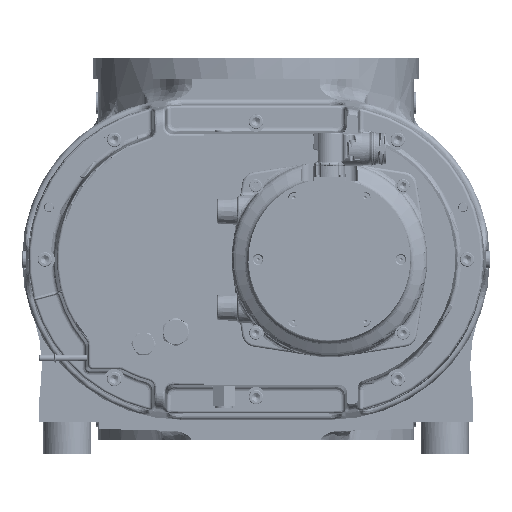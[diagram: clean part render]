
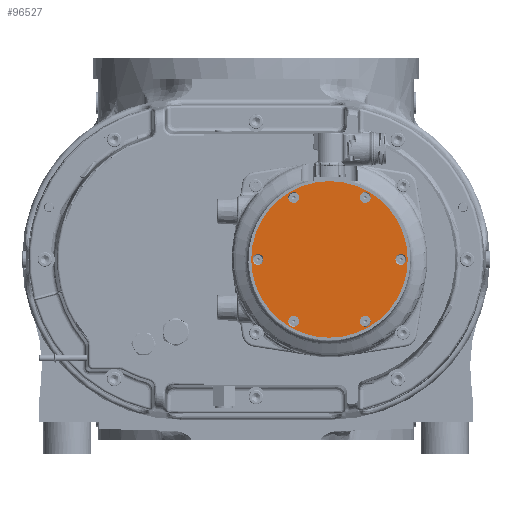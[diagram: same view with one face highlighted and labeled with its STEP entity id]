
A CAD part, front view. The second image highlights one B-rep face of the part: STEP entity #96527.
In plain terms, the highlighted planar face has unit normal (0, -1, 0).
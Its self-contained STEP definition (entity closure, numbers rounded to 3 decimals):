
#1214=FACE_BOUND('',#20677,.T.);
#1215=FACE_BOUND('',#20678,.T.);
#1216=FACE_BOUND('',#20679,.T.);
#1217=FACE_BOUND('',#20680,.T.);
#1218=FACE_BOUND('',#20681,.T.);
#1219=FACE_BOUND('',#20682,.T.);
#10183=CIRCLE('',#103082,97.5);
#10184=CIRCLE('',#103083,6.75);
#10185=CIRCLE('',#103084,6.75);
#10186=CIRCLE('',#103085,6.75);
#10187=CIRCLE('',#103086,6.75);
#10188=CIRCLE('',#103087,6.75);
#10189=CIRCLE('',#103088,6.75);
#14862=FACE_OUTER_BOUND('',#20676,.T.);
#20676=EDGE_LOOP('',(#67530));
#20677=EDGE_LOOP('',(#67531));
#20678=EDGE_LOOP('',(#67532));
#20679=EDGE_LOOP('',(#67533));
#20680=EDGE_LOOP('',(#67534));
#20681=EDGE_LOOP('',(#67535));
#20682=EDGE_LOOP('',(#67536));
#38719=VERTEX_POINT('',#171529);
#38720=VERTEX_POINT('',#171531);
#38721=VERTEX_POINT('',#171533);
#38722=VERTEX_POINT('',#171535);
#38723=VERTEX_POINT('',#171537);
#38724=VERTEX_POINT('',#171539);
#38725=VERTEX_POINT('',#171541);
#49184=EDGE_CURVE('',#38719,#38719,#10183,.T.);
#49185=EDGE_CURVE('',#38720,#38720,#10184,.T.);
#49186=EDGE_CURVE('',#38721,#38721,#10185,.T.);
#49187=EDGE_CURVE('',#38722,#38722,#10186,.T.);
#49188=EDGE_CURVE('',#38723,#38723,#10187,.T.);
#49189=EDGE_CURVE('',#38724,#38724,#10188,.T.);
#49190=EDGE_CURVE('',#38725,#38725,#10189,.T.);
#67530=ORIENTED_EDGE('',*,*,#49184,.T.);
#67531=ORIENTED_EDGE('',*,*,#49185,.T.);
#67532=ORIENTED_EDGE('',*,*,#49186,.T.);
#67533=ORIENTED_EDGE('',*,*,#49187,.T.);
#67534=ORIENTED_EDGE('',*,*,#49188,.T.);
#67535=ORIENTED_EDGE('',*,*,#49189,.T.);
#67536=ORIENTED_EDGE('',*,*,#49190,.T.);
#87918=PLANE('',#103081);
#96527=ADVANCED_FACE('',(#14862,#1214,#1215,#1216,#1217,#1218,#1219),#87918,
 .F.);
#103081=AXIS2_PLACEMENT_3D('',#171528,#116076,#116077);
#103082=AXIS2_PLACEMENT_3D('',#171530,#116078,#116079);
#103083=AXIS2_PLACEMENT_3D('',#171532,#116080,#116081);
#103084=AXIS2_PLACEMENT_3D('',#171534,#116082,#116083);
#103085=AXIS2_PLACEMENT_3D('',#171536,#116084,#116085);
#103086=AXIS2_PLACEMENT_3D('',#171538,#116086,#116087);
#103087=AXIS2_PLACEMENT_3D('',#171540,#116088,#116089);
#103088=AXIS2_PLACEMENT_3D('',#171542,#116090,#116091);
#116076=DIRECTION('center_axis',(0.,1.,0.));
#116077=DIRECTION('ref_axis',(0.,0.,
-1.));
#116078=DIRECTION('center_axis',(0.,-1.,0.));
#116079=DIRECTION('ref_axis',(-1.,0.,0.));
#116080=DIRECTION('center_axis',(0.,1.,0.));
#116081=DIRECTION('ref_axis',(1.,0.,0.));
#116082=DIRECTION('center_axis',(0.,1.,0.));
#116083=DIRECTION('ref_axis',(1.,0.,0.));
#116084=DIRECTION('center_axis',(0.,1.,0.));
#116085=DIRECTION('ref_axis',(1.,0.,0.));
#116086=DIRECTION('center_axis',(0.,1.,0.));
#116087=DIRECTION('ref_axis',(1.,0.,0.));
#116088=DIRECTION('center_axis',(0.,1.,0.));
#116089=DIRECTION('ref_axis',(1.,0.,0.));
#116090=DIRECTION('center_axis',(0.,1.,0.));
#116091=DIRECTION('ref_axis',(1.,0.,0.));
#171528=CARTESIAN_POINT('Origin',(91.5,-652.5,0.));
#171529=CARTESIAN_POINT('',(189.,-652.5,0.));
#171530=CARTESIAN_POINT('Origin',(91.5,-652.5,0.));
#171531=CARTESIAN_POINT('',(40.25,-652.5,77.076));
#171532=CARTESIAN_POINT('Origin',(47.,-652.5,77.076));
#171533=CARTESIAN_POINT('',(173.75,-652.5,0.));
#171534=CARTESIAN_POINT('Origin',(180.5,-652.5,0.));
#171535=CARTESIAN_POINT('',(40.25,-652.5,-77.076));
#171536=CARTESIAN_POINT('Origin',(47.,-652.5,-77.076));
#171537=CARTESIAN_POINT('',(129.25,-652.5,-77.076));
#171538=CARTESIAN_POINT('Origin',(136.,-652.5,-77.076));
#171539=CARTESIAN_POINT('',(129.25,-652.5,77.076));
#171540=CARTESIAN_POINT('Origin',(136.,-652.5,77.076));
#171541=CARTESIAN_POINT('',(-4.25,-652.5,0.));
#171542=CARTESIAN_POINT('Origin',(2.5,-652.5,0.));
